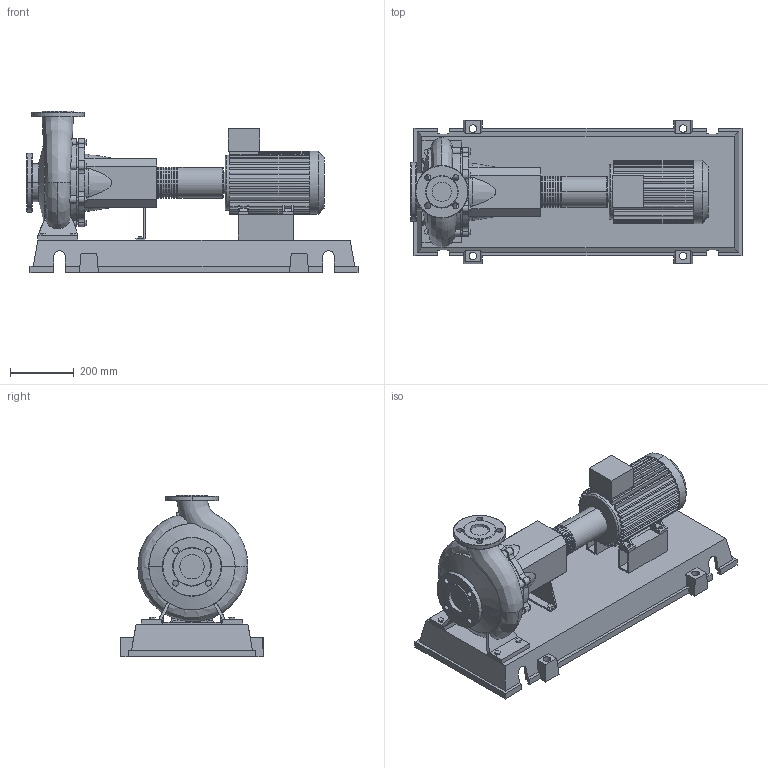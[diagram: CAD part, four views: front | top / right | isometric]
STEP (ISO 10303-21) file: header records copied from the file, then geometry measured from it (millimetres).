
FILE_DESCRIPTION((''),'2;1');
FILE_NAME('3d_NL50_250-2.2-4-12-4109095.stp','2015-03-03T07:12:43',(''),(''),'Mechanical Desktop 2009','Mechanical Desktop 2009',', , ');
FILE_SCHEMA(('CONFIG_CONTROL_DESIGN'));
Length unit declared in the file: millimetre
Products named in the file (1): Product
Bounding box: 1042.5 x 450 x 508 mm (x, y, z)
Volume: 34761856.5 mm3; surface area: 2840434.7 mm2
Topology: 13 solids, 13 shells, 850 faces, 2236 edges, 1472 vertices
Faces by surface type: plane 435, bspline 201, cylinder 198, cone 10, torus 6
Entity records: 30899 total; most frequent: CARTESIAN_POINT 9981, ORIENTED_EDGE 4474, DIRECTION 4077, EDGE_CURVE 2237, VERTEX_POINT 1471, VECTOR 1455, LINE 1455, AXIS2_PLACEMENT_3D 1311
